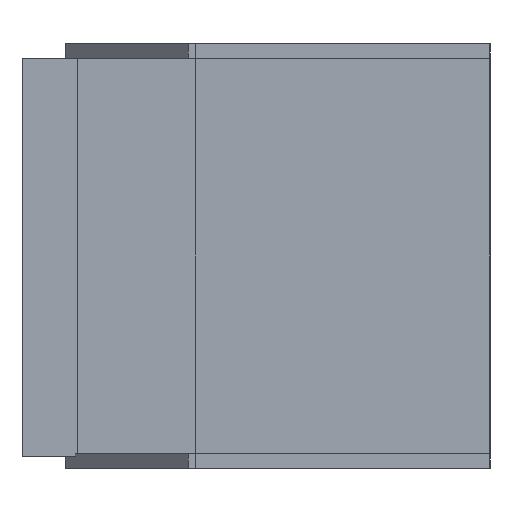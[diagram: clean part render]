
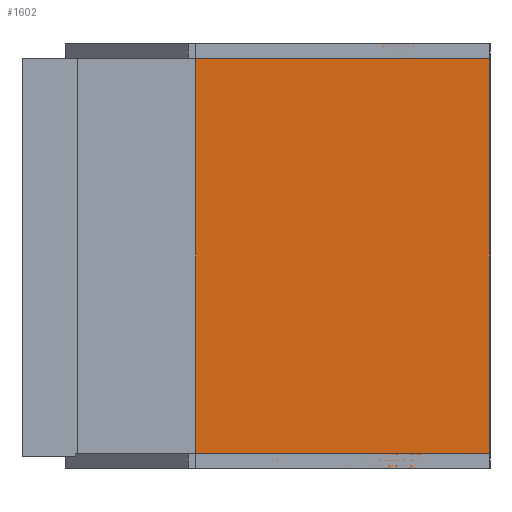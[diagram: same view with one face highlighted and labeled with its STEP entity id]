
A CAD part, left-side view. The second image highlights one B-rep face of the part: STEP entity #1602.
In plain terms, the highlighted face is planar.
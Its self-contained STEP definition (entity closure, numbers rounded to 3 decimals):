
#4 = EDGE_CURVE ( 'NONE', #673, #1545, #1260, .T. ) ;
#5 = CARTESIAN_POINT ( 'NONE',  ( 935.037, -3611.563, 19.05 ) ) ;
#68 = EDGE_LOOP ( 'NONE', ( #640, #700, #97, #262 ) ) ;
#97 = ORIENTED_EDGE ( 'NONE', *, *, #1740, .T. ) ;
#152 = LINE ( 'NONE', #1587, #1644 ) ;
#219 = DIRECTION ( 'NONE',  ( 0., 1., 0. ) ) ;
#236 = VERTEX_POINT ( 'NONE', #1060 ) ;
#262 = ORIENTED_EDGE ( 'NONE', *, *, #428, .T. ) ;
#303 = CARTESIAN_POINT ( 'NONE',  ( 376.238, -3611.563, 19.05 ) ) ;
#310 = DIRECTION ( 'NONE',  ( 0., 0., -1. ) ) ;
#346 = LINE ( 'NONE', #850, #2107 ) ;
#428 = EDGE_CURVE ( 'NONE', #1925, #236, #2083, .T. ) ;
#465 = CARTESIAN_POINT ( 'NONE',  ( 376.238, -3224.212, 19.05 ) ) ;
#640 = ORIENTED_EDGE ( 'NONE', *, *, #795, .T. ) ;
#673 = VERTEX_POINT ( 'NONE', #465 ) ;
#686 = CARTESIAN_POINT ( 'NONE',  ( 935.037, -3224.212, 19.05 ) ) ;
#700 = ORIENTED_EDGE ( 'NONE', *, *, #4, .T. ) ;
#718 = VECTOR ( 'NONE', #219, 1000. ) ;
#795 = EDGE_CURVE ( 'NONE', #236, #673, #346, .T. ) ;
#850 = CARTESIAN_POINT ( 'NONE',  ( 376.238, -3224.212, 19.05 ) ) ;
#949 = FACE_OUTER_BOUND ( 'NONE', #68, .T. ) ;
#1050 = DIRECTION ( 'NONE',  ( 1., 0., 0. ) ) ;
#1060 = CARTESIAN_POINT ( 'NONE',  ( 935.037, -3224.212, 19.05 ) ) ;
#1159 = DIRECTION ( 'NONE',  ( 0., -1., 0. ) ) ;
#1177 = PLANE ( 'NONE',  #1994 ) ;
#1260 = LINE ( 'NONE', #1326, #1589 ) ;
#1326 = CARTESIAN_POINT ( 'NONE',  ( 376.238, -3611.563, 19.05 ) ) ;
#1353 = DIRECTION ( 'NONE',  ( -1., 0., 0. ) ) ;
#1545 = VERTEX_POINT ( 'NONE', #303 ) ;
#1587 = CARTESIAN_POINT ( 'NONE',  ( 935.037, -3611.563, 19.05 ) ) ;
#1589 = VECTOR ( 'NONE', #1159, 1000. ) ;
#1602 = ADVANCED_FACE ( 'NONE', ( #949 ), #1177, .F. ) ;
#1644 = VECTOR ( 'NONE', #1050, 1000. ) ;
#1740 = EDGE_CURVE ( 'NONE', #1545, #1925, #152, .T. ) ;
#1836 = DIRECTION ( 'NONE',  ( -1., 0., 0. ) ) ;
#1884 = CARTESIAN_POINT ( 'NONE',  ( 935.037, -3224.212, 19.05 ) ) ;
#1925 = VERTEX_POINT ( 'NONE', #5 ) ;
#1994 = AXIS2_PLACEMENT_3D ( 'NONE', #686, #310, #1836 ) ;
#2083 = LINE ( 'NONE', #1884, #718 ) ;
#2107 = VECTOR ( 'NONE', #1353, 1000. ) ;
